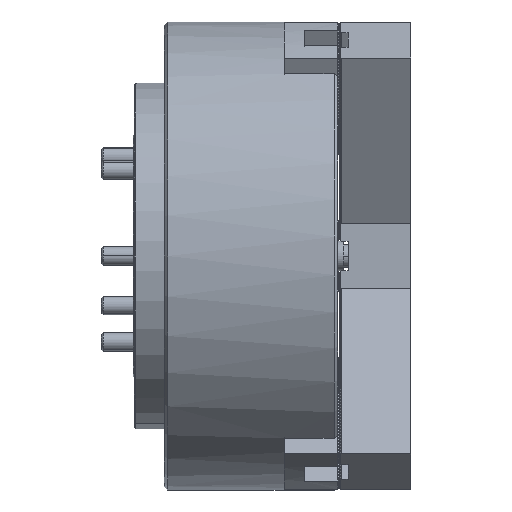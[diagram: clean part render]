
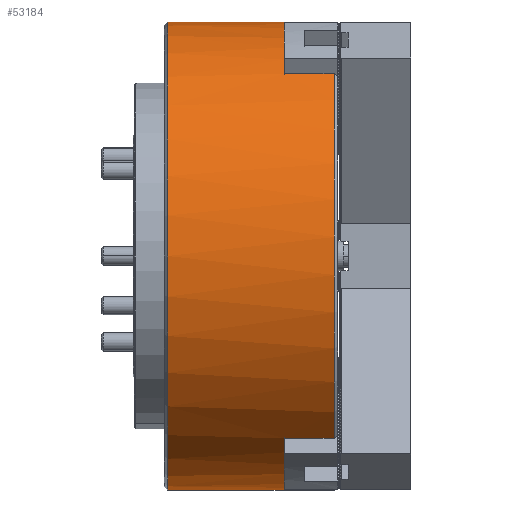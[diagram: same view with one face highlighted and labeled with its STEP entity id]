
A CAD part, front view. The second image highlights one B-rep face of the part: STEP entity #53184.
In plain terms, the highlighted cylindrical face has radius 202.5 mm (diameter 405 mm), a partial arc.
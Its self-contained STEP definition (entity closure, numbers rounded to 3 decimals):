
#224 = DIRECTION ( 'NONE',  ( 0., 0., -1. ) ) ;
#264 = AXIS2_PLACEMENT_3D ( 'NONE', #6235, #26462, #46700 ) ;
#800 = DIRECTION ( 'NONE',  ( 0., 0., 1. ) ) ;
#2447 = ORIENTED_EDGE ( 'NONE', *, *, #38257, .T. ) ;
#2847 = DIRECTION ( 'NONE',  ( 0., 0., 1. ) ) ;
#3668 = LINE ( 'NONE', #23888, #24774 ) ;
#3901 = CARTESIAN_POINT ( 'NONE',  ( -10.155, -73.21, 188.803 ) ) ;
#4027 = ORIENTED_EDGE ( 'NONE', *, *, #43794, .F. ) ;
#4089 = CIRCLE ( 'NONE', #41168, 202.5 ) ;
#5947 = VERTEX_POINT ( 'NONE', #53035 ) ;
#6133 = DIRECTION ( 'NONE',  ( -1., 0., 0. ) ) ;
#6235 = CARTESIAN_POINT ( 'NONE',  ( -10.155, 0., 0. ) ) ;
#7167 = VERTEX_POINT ( 'NONE', #7958 ) ;
#7653 = EDGE_CURVE ( 'NONE', #31759, #50863, #49321, .T. ) ;
#7708 = DIRECTION ( 'NONE',  ( 0., 1., 0. ) ) ;
#7933 = EDGE_CURVE ( 'NONE', #5947, #43688, #52618, .T. ) ;
#7958 = CARTESIAN_POINT ( 'NONE',  ( 3., 0., 202.5 ) ) ;
#8302 = DIRECTION ( 'NONE',  ( 1., 0., 0. ) ) ;
#11137 = AXIS2_PLACEMENT_3D ( 'NONE', #32901, #53129, #7708 ) ;
#11283 = VERTEX_POINT ( 'NONE', #47497 ) ;
#12375 = DIRECTION ( 'NONE',  ( 1., 0., 0. ) ) ;
#13568 = VECTOR ( 'NONE', #56676, 1000. ) ;
#13590 = ORIENTED_EDGE ( 'NONE', *, *, #29765, .F. ) ;
#14048 = LINE ( 'NONE', #34289, #62658 ) ;
#15299 = AXIS2_PLACEMENT_3D ( 'NONE', #57822, #12375, #32605 ) ;
#15665 = CIRCLE ( 'NONE', #52747, 202.5 ) ;
#16199 = LINE ( 'NONE', #36451, #13568 ) ;
#16738 = ORIENTED_EDGE ( 'NONE', *, *, #47918, .T. ) ;
#16783 = DIRECTION ( 'NONE',  ( -1., 0., 0. ) ) ;
#16839 = EDGE_CURVE ( 'NONE', #30712, #35130, #4089, .T. ) ;
#17483 = ORIENTED_EDGE ( 'NONE', *, *, #32484, .F. ) ;
#18277 = VERTEX_POINT ( 'NONE', #36920 ) ;
#19399 = VECTOR ( 'NONE', #8302, 1000. ) ;
#19894 = CARTESIAN_POINT ( 'NONE',  ( 147., 0., 202.5 ) ) ;
#21306 = EDGE_CURVE ( 'NONE', #42953, #43688, #16199, .T. ) ;
#22532 = CIRCLE ( 'NONE', #30982, 202.5 ) ;
#23888 = CARTESIAN_POINT ( 'NONE',  ( -10.155, 0., 202.5 ) ) ;
#24023 = AXIS2_PLACEMENT_3D ( 'NONE', #28022, #48258, #2847 ) ;
#24114 = DIRECTION ( 'NONE',  ( -1., 0., 0. ) ) ;
#24774 = VECTOR ( 'NONE', #44135, 1000. ) ;
#25410 = CARTESIAN_POINT ( 'NONE',  ( 3., 0., 0. ) ) ;
#25670 = EDGE_CURVE ( 'NONE', #5947, #11283, #14048, .T. ) ;
#25974 = CARTESIAN_POINT ( 'NONE',  ( 147., 0., 0. ) ) ;
#26462 = DIRECTION ( 'NONE',  ( -1., 0., 0. ) ) ;
#27073 = ORIENTED_EDGE ( 'NONE', *, *, #7933, .T. ) ;
#28022 = CARTESIAN_POINT ( 'NONE',  ( 147., 0., 0. ) ) ;
#28494 = EDGE_LOOP ( 'NONE', ( #4027, #50317, #62725, #13590, #55396, #27073, #54135, #17483, #60195, #2447, #16738, #32888 ) ) ;
#29731 = CARTESIAN_POINT ( 'NONE',  ( 147., 0., -202.5 ) ) ;
#29765 = EDGE_CURVE ( 'NONE', #11283, #18277, #39766, .T. ) ;
#30100 = CARTESIAN_POINT ( 'NONE',  ( 147., -73.21, -188.803 ) ) ;
#30712 = VERTEX_POINT ( 'NONE', #29731 ) ;
#30982 = AXIS2_PLACEMENT_3D ( 'NONE', #25410, #45652, #224 ) ;
#31307 = LINE ( 'NONE', #51546, #54231 ) ;
#31410 = FACE_OUTER_BOUND ( 'NONE', #28494, .T. ) ;
#31759 = VERTEX_POINT ( 'NONE', #43400 ) ;
#32484 = EDGE_CURVE ( 'NONE', #50863, #42953, #43915, .T. ) ;
#32605 = DIRECTION ( 'NONE',  ( 0., 1., 0. ) ) ;
#32888 = ORIENTED_EDGE ( 'NONE', *, *, #44325, .T. ) ;
#32901 = CARTESIAN_POINT ( 'NONE',  ( 104., 0., 0. ) ) ;
#33506 = LINE ( 'NONE', #53728, #19399 ) ;
#34289 = CARTESIAN_POINT ( 'NONE',  ( -10.155, -126.903, -157.803 ) ) ;
#35130 = VERTEX_POINT ( 'NONE', #30100 ) ;
#35324 = CARTESIAN_POINT ( 'NONE',  ( 147., -126.903, 157.803 ) ) ;
#36451 = CARTESIAN_POINT ( 'NONE',  ( -10.155, -126.903, 157.803 ) ) ;
#36920 = CARTESIAN_POINT ( 'NONE',  ( 104., -73.21, -188.803 ) ) ;
#37031 = DIRECTION ( 'NONE',  ( 0., 0., 1. ) ) ;
#38103 = VERTEX_POINT ( 'NONE', #45029 ) ;
#38257 = EDGE_CURVE ( 'NONE', #31759, #41778, #15665, .T. ) ;
#39766 = CIRCLE ( 'NONE', #11137, 202.5 ) ;
#41168 = AXIS2_PLACEMENT_3D ( 'NONE', #25974, #46217, #800 ) ;
#41778 = VERTEX_POINT ( 'NONE', #19894 ) ;
#42953 = VERTEX_POINT ( 'NONE', #51383 ) ;
#43400 = CARTESIAN_POINT ( 'NONE',  ( 147., -73.21, 188.803 ) ) ;
#43688 = VERTEX_POINT ( 'NONE', #35324 ) ;
#43794 = EDGE_CURVE ( 'NONE', #30712, #38103, #31307, .T. ) ;
#43915 = CIRCLE ( 'NONE', #15299, 202.5 ) ;
#44135 = DIRECTION ( 'NONE',  ( -1., 0., 0. ) ) ;
#44325 = EDGE_CURVE ( 'NONE', #7167, #38103, #22532, .T. ) ;
#45029 = CARTESIAN_POINT ( 'NONE',  ( 3., 0., -202.5 ) ) ;
#45652 = DIRECTION ( 'NONE',  ( 1., 0., 0. ) ) ;
#46217 = DIRECTION ( 'NONE',  ( -1., 0., 0. ) ) ;
#46700 = DIRECTION ( 'NONE',  ( 0., 0., 1. ) ) ;
#47497 = CARTESIAN_POINT ( 'NONE',  ( 104., -126.903, -157.803 ) ) ;
#47918 = EDGE_CURVE ( 'NONE', #41778, #7167, #3668, .T. ) ;
#48258 = DIRECTION ( 'NONE',  ( -1., 0., 0. ) ) ;
#49321 = LINE ( 'NONE', #3901, #60006 ) ;
#50317 = ORIENTED_EDGE ( 'NONE', *, *, #16839, .T. ) ;
#50863 = VERTEX_POINT ( 'NONE', #61756 ) ;
#51383 = CARTESIAN_POINT ( 'NONE',  ( 104., -126.903, 157.803 ) ) ;
#51546 = CARTESIAN_POINT ( 'NONE',  ( -10.155, 0., -202.5 ) ) ;
#51656 = CYLINDRICAL_SURFACE ( 'NONE', #264, 202.5 ) ;
#52618 = CIRCLE ( 'NONE', #24023, 202.5 ) ;
#52747 = AXIS2_PLACEMENT_3D ( 'NONE', #62221, #16783, #37031 ) ;
#53035 = CARTESIAN_POINT ( 'NONE',  ( 147., -126.903, -157.803 ) ) ;
#53129 = DIRECTION ( 'NONE',  ( 1., 0., 0. ) ) ;
#53184 = ADVANCED_FACE ( 'NONE', ( #31410 ), #51656, .T. ) ;
#53728 = CARTESIAN_POINT ( 'NONE',  ( -10.155, -73.21, -188.803 ) ) ;
#54135 = ORIENTED_EDGE ( 'NONE', *, *, #21306, .F. ) ;
#54231 = VECTOR ( 'NONE', #6133, 1000. ) ;
#54509 = DIRECTION ( 'NONE',  ( -1., 0., 0. ) ) ;
#55396 = ORIENTED_EDGE ( 'NONE', *, *, #25670, .F. ) ;
#56052 = EDGE_CURVE ( 'NONE', #18277, #35130, #33506, .T. ) ;
#56676 = DIRECTION ( 'NONE',  ( 1., 0., 0. ) ) ;
#57822 = CARTESIAN_POINT ( 'NONE',  ( 104., 0., 0. ) ) ;
#60006 = VECTOR ( 'NONE', #24114, 1000. ) ;
#60195 = ORIENTED_EDGE ( 'NONE', *, *, #7653, .F. ) ;
#61756 = CARTESIAN_POINT ( 'NONE',  ( 104., -73.21, 188.803 ) ) ;
#62221 = CARTESIAN_POINT ( 'NONE',  ( 147., 0., 0. ) ) ;
#62658 = VECTOR ( 'NONE', #54509, 1000. ) ;
#62725 = ORIENTED_EDGE ( 'NONE', *, *, #56052, .F. ) ;
